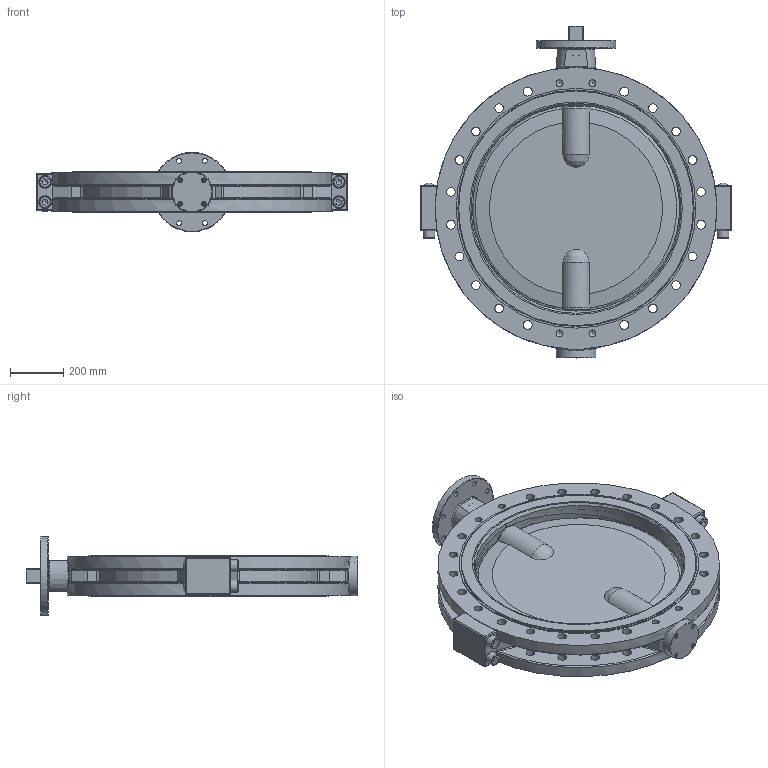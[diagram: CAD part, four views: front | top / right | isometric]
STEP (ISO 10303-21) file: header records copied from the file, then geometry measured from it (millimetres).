
FILE_DESCRIPTION(/* description */ (''),/* implementation_level */ '2;1');
FILE_NAME(/* name */ 'T212-A DN800.stp',/* time_stamp */ '2018-12-11T08:07:29+01:00',/* author */ ('hellwig'),/* organization */ (''),/* preprocessor_version */ 'ST-DEVELOPER v16.5',/* originating_system */ 'Autodesk Inventor 2017',/* authorisation */ '');
FILE_SCHEMA (('CONFIG_CONTROL_DESIGN'));
Length unit declared in the file: millimetre
Products named in the file (1): M13386
Bounding box: 1170 x 1249 x 298 mm (x, y, z)
Volume: 76057030.4 mm3; surface area: 4474726.9 mm2
Topology: 1 solids, 41 shells, 1224 faces, 3031 edges, 1908 vertices
Faces by surface type: plane 448, cylinder 296, bspline 223, cone 128, torus 109, sphere 20
Full cylindrical faces by diameter (mm): 3 x2, 4.134 x1, 8.376 x6, 10 x8, 11 x4, 16 x4, 18 x12, 26.211 x12, 30 x4, 33 x40, 45 x4, 48 x4, 70 x1, 80 x9, 80.1 x2, 81 x9, 85 x10, 85.1 x2, 92 x1, 95 x8, 96.3 x2, 97 x1, 100 x1, 106 x1, 108 x1, 150 x1, 200 x1, 787.3 x1, 790.3 x2, 885 x2
Entity records: 40450 total; most frequent: CARTESIAN_POINT 13244, ORIENTED_EDGE 5188, DIRECTION 4864, EDGE_CURVE 2576, AXIS2_PLACEMENT_3D 1872, VERTEX_POINT 1779, EDGE_LOOP 1731, FACE_OUTER_BOUND 1224
